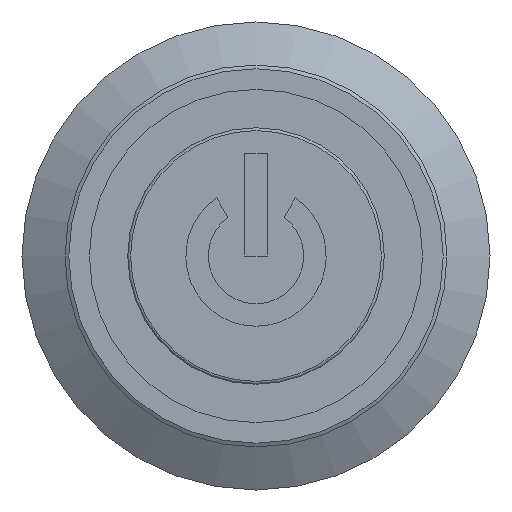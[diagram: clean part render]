
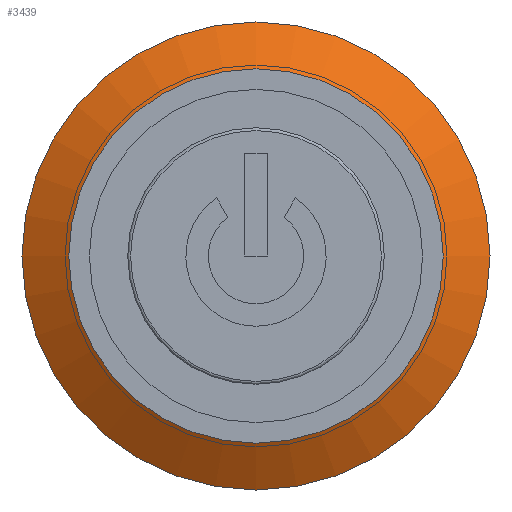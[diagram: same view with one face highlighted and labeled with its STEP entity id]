
A CAD part, front view. The second image highlights one B-rep face of the part: STEP entity #3439.
In plain terms, the highlighted conical face has half-angle 59.036 degrees and reference radius 11.25 mm.
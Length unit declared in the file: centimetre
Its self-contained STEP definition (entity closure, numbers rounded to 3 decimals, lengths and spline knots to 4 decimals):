
#21=CONICAL_SURFACE('',#3839,1.125,1.03);
#286=FACE_OUTER_BOUND('',#487,.T.);
#487=EDGE_LOOP('',(#3125,#3126,#3127,#3128));
#779=LINE('',#6116,#1066);
#1066=VECTOR('',#4899,1.125);
#1279=CIRCLE('',#3838,1.25);
#1280=CIRCLE('',#3840,1.);
#1616=VERTEX_POINT('',#6110);
#1617=VERTEX_POINT('',#6114);
#2121=EDGE_CURVE('',#1616,#1616,#1279,.T.);
#2123=EDGE_CURVE('',#1617,#1617,#1280,.T.);
#2124=EDGE_CURVE('',#1617,#1616,#779,.T.);
#3125=ORIENTED_EDGE('',*,*,#2123,.F.);
#3126=ORIENTED_EDGE('',*,*,#2124,.T.);
#3127=ORIENTED_EDGE('',*,*,#2121,.T.);
#3128=ORIENTED_EDGE('',*,*,#2124,.F.);
#3439=ADVANCED_FACE('',(#286),#21,.T.);
#3838=AXIS2_PLACEMENT_3D('',#6111,#4892,#4893);
#3839=AXIS2_PLACEMENT_3D('',#6113,#4895,#4896);
#3840=AXIS2_PLACEMENT_3D('',#6115,#4897,#4898);
#4892=DIRECTION('center_axis',(0.,-1.,0.));
#4893=DIRECTION('ref_axis',(-1.,0.,0.));
#4895=DIRECTION('center_axis',(0.,1.,0.));
#4896=DIRECTION('ref_axis',(-1.,0.,0.));
#4897=DIRECTION('center_axis',(0.,-1.,0.));
#4898=DIRECTION('ref_axis',(-1.,0.,0.));
#4899=DIRECTION('',(0.857,0.514,0.));
#6110=CARTESIAN_POINT('',(1.25,-0.05,0.));
#6111=CARTESIAN_POINT('Origin',(0.,-0.05,
0.));
#6113=CARTESIAN_POINT('Origin',(0.,-0.125,0.));
#6114=CARTESIAN_POINT('',(1.,-0.2,0.));
#6115=CARTESIAN_POINT('Origin',(0.,-0.2,0.));
#6116=CARTESIAN_POINT('',(1.125,-0.125,0.));
